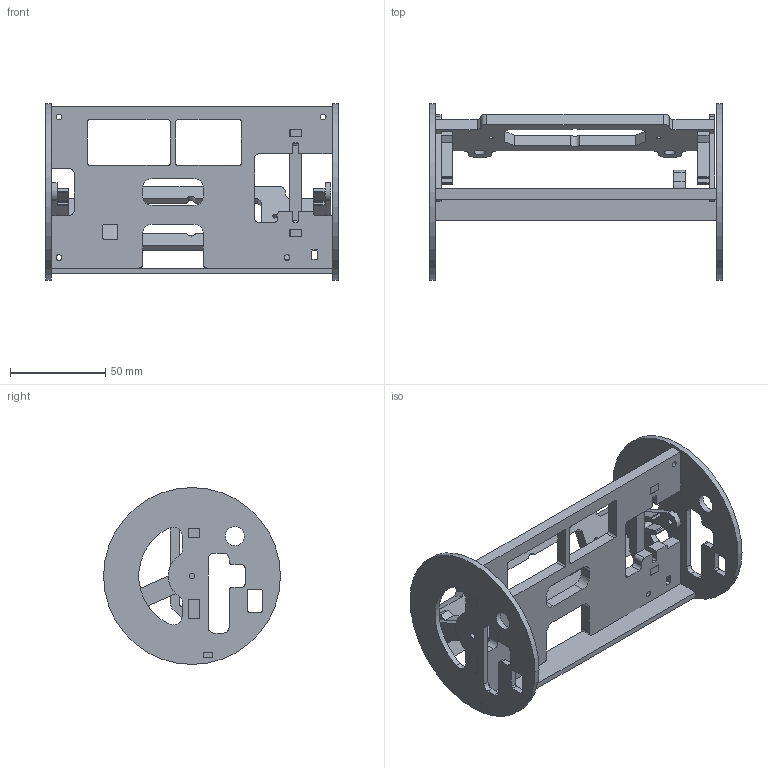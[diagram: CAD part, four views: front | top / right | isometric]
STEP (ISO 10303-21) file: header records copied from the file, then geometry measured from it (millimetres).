
FILE_DESCRIPTION(/* description */ (''),/* implementation_level */ '2;1');
FILE_NAME(/* name */ 'Electronics Chassis.stp',/* time_stamp */ '2015-09-22T15:23:25-07:00',/* author */ ('Evil Brian'),/* organization */ (''),/* preprocessor_version */ 'ST-DEVELOPER v16.1',/* originating_system */ 'Autodesk Inventor 2016',/* authorisation */ '');
FILE_SCHEMA (('AUTOMOTIVE_DESIGN { 1 0 10303 214 3 1 1 }'));
Products named in the file (10): Electronics Chassis Main; Electronics Chassis Servo Mount; Electronics Chassis Side; Electronics Chassis Wall; Electronics Chassis Aft; Face Plate; Arm 3mm; Arm 6mm; Camera Mount; Electronics Chassis
Assembly tree (12 placements, depth 3):
  Electronics Chassis
    Electronics Chassis Aft
      Electronics Chassis Main
      Electronics Chassis Servo Mount
      Electronics Chassis Side  x2
      Electronics Chassis Wall
    Camera Mount
      Face Plate
      Arm 3mm  x2
      Arm 6mm  x2
Bounding box: 154 x 93 x 93 mm (x, y, z)
Volume: 112719.6 mm3; surface area: 70098.9 mm2
Topology: 10 solids, 10 shells, 380 faces, 1082 edges, 722 vertices
Faces by surface type: plane 260, cylinder 120
Full cylindrical faces by diameter (mm): 2.25 x2, 3 x8, 6 x2, 10 x2, 93 x2
Entity records: 9906 total; most frequent: CARTESIAN_POINT 1716, ORIENTED_EDGE 1668, DIRECTION 1650, EDGE_CURVE 834, LINE 654, VECTOR 654, VERTEX_POINT 564, AXIS2_PLACEMENT_3D 498
